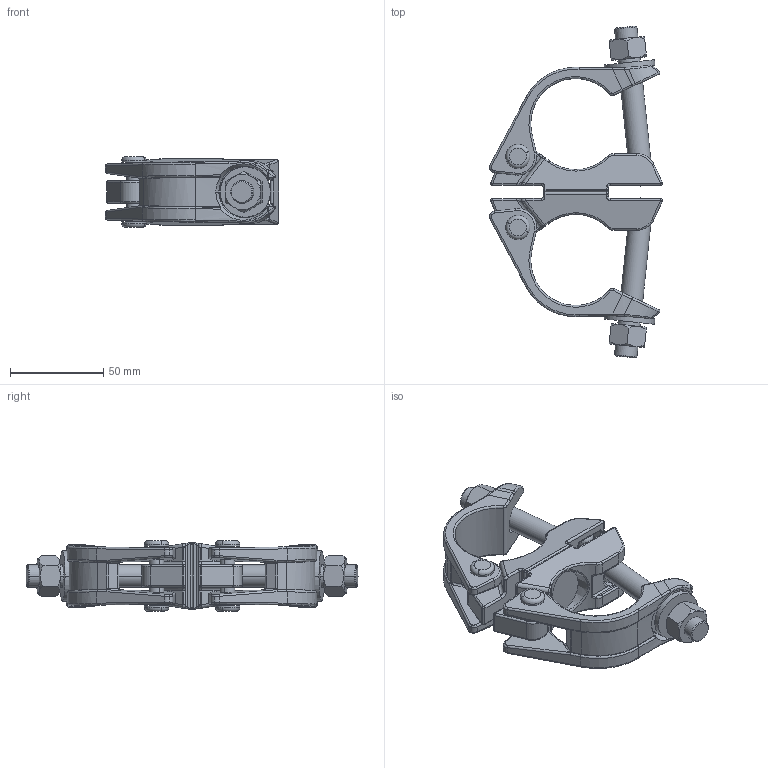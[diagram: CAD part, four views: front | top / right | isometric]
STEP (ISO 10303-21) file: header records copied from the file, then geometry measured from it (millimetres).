
FILE_DESCRIPTION (( 'STEP AP203' ), '1' );
FILE_NAME ('T24801.STEP', '2018-07-17T13:31:07', ( '' ), ( '' ), 'SwSTEP 2.0', 'SolidWorks 2016', '' );
FILE_SCHEMA (( 'CONFIG_CONTROL_DESIGN' ));
Length unit declared in the file: millimetre
Products named in the file (5): T24801; T24801-2; T24801-3; T24801-1; T24901-2
Assembly tree (7 placements, depth 2):
  T24801
    T24801-1  x2
    T24801-3  x2
    T24901-2  x2
    T24801-2
Bounding box: 92.66 x 177.7 x 38 mm (x, y, z)
Volume: 138587.7 mm3; surface area: 55370.8 mm2
Topology: 7 solids, 7 shells, 720 faces, 1696 edges, 982 vertices
Faces by surface type: cylinder 294, bspline 184, plane 134, torus 60, sphere 28, cone 20
Entity records: 14129 total; most frequent: CARTESIAN_POINT 5994, ORIENTED_EDGE 1690, DIRECTION 1504, EDGE_CURVE 845, AXIS2_PLACEMENT_3D 614, VERTEX_POINT 497, EDGE_LOOP 382, FACE_OUTER_BOUND 365
